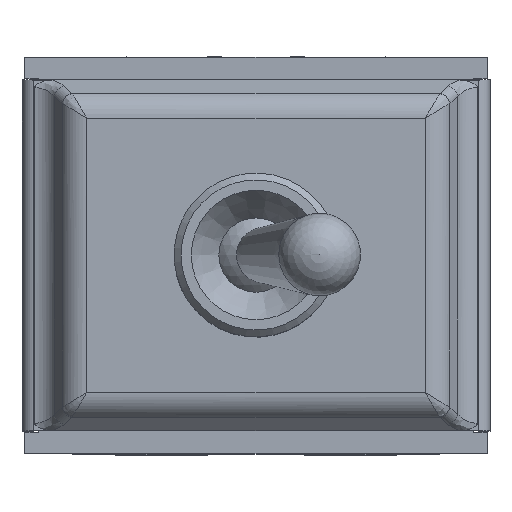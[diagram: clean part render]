
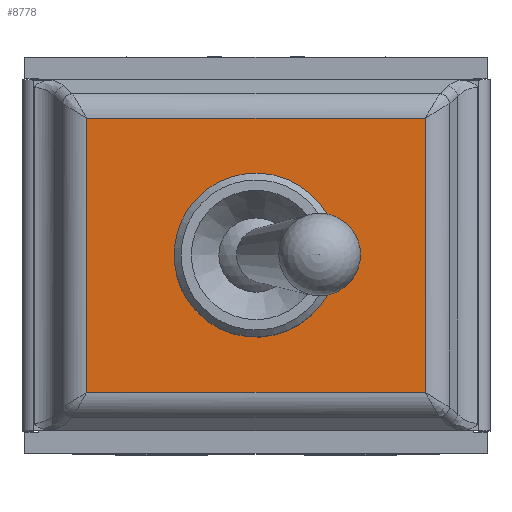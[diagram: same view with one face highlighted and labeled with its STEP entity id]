
A CAD part, top view. The second image highlights one B-rep face of the part: STEP entity #8778.
In plain terms, the highlighted planar face has unit normal (0, 0, 1).
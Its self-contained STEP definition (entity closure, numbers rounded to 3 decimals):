
#112=FACE_BOUND('',#1456,.T.);
#466=PLANE('',#9563);
#927=FACE_OUTER_BOUND('',#1455,.T.);
#1455=EDGE_LOOP('',(#7893,#7894,#7895,#7896));
#1456=EDGE_LOOP('',(#7897,#7898,#7899,#7900));
#1600=LINE('',#12547,#2485);
#1604=LINE('',#12557,#2489);
#1605=LINE('',#12564,#2490);
#2257=LINE('',#14308,#3142);
#2293=LINE('',#14420,#3178);
#2320=LINE('',#14715,#3205);
#2325=LINE('',#14814,#3210);
#2485=VECTOR('',#9942,10.);
#2489=VECTOR('',#9948,10.);
#2490=VECTOR('',#9951,10.);
#3142=VECTOR('',#11581,10.);
#3178=VECTOR('',#11671,10.);
#3205=VECTOR('',#11770,10.);
#3210=VECTOR('',#11795,10.);
#3359=CIRCLE('',#8975,5.953);
#3715=VERTEX_POINT('',#12545);
#3716=VERTEX_POINT('',#12546);
#3718=VERTEX_POINT('',#12555);
#3720=VERTEX_POINT('',#12563);
#4286=VERTEX_POINT('',#14298);
#4287=VERTEX_POINT('',#14307);
#4318=VERTEX_POINT('',#14409);
#4320=VERTEX_POINT('',#14419);
#4569=EDGE_CURVE('',#3715,#3716,#1600,.T.);
#4574=EDGE_CURVE('',#3716,#3718,#1604,.T.);
#4576=EDGE_CURVE('',#3720,#3715,#1605,.T.);
#4579=EDGE_CURVE('',#3718,#3720,#3359,.T.);
#5420=EDGE_CURVE('',#4286,#4287,#2257,.T.);
#5473=EDGE_CURVE('',#4320,#4318,#2293,.T.);
#5523=EDGE_CURVE('',#4287,#4318,#2320,.T.);
#5535=EDGE_CURVE('',#4286,#4320,#2325,.T.);
#7893=ORIENTED_EDGE('',*,*,#5523,.F.);
#7894=ORIENTED_EDGE('',*,*,#5420,.F.);
#7895=ORIENTED_EDGE('',*,*,#5535,.T.);
#7896=ORIENTED_EDGE('',*,*,#5473,.T.);
#7897=ORIENTED_EDGE('',*,*,#4579,.T.);
#7898=ORIENTED_EDGE('',*,*,#4576,.T.);
#7899=ORIENTED_EDGE('',*,*,#4569,.T.);
#7900=ORIENTED_EDGE('',*,*,#4574,.T.);
#8778=ADVANCED_FACE('',(#927,#112),#466,.T.);
#8975=AXIS2_PLACEMENT_3D('',#12568,#9957,#9958);
#9563=AXIS2_PLACEMENT_3D('',#14951,#11869,#11870);
#9942=DIRECTION('',(0.,-1.,0.));
#9948=DIRECTION('',(1.,0.,0.));
#9951=DIRECTION('',(-1.,0.,0.));
#9957=DIRECTION('center_axis',(0.,0.,
-1.));
#9958=DIRECTION('ref_axis',(-1.,0.,0.));
#11581=DIRECTION('',(0.,-1.,0.));
#11671=DIRECTION('',(0.,-1.,0.));
#11770=DIRECTION('',(-1.,0.,0.));
#11795=DIRECTION('',(-1.,0.,0.));
#11869=DIRECTION('center_axis',(0.,0.,
1.));
#11870=DIRECTION('ref_axis',(-1.,0.,0.));
#12545=CARTESIAN_POINT('',(4.847,0.9,14.3));
#12546=CARTESIAN_POINT('',(4.847,-0.9,14.3));
#12547=CARTESIAN_POINT('',(4.847,0.45,14.3));
#12555=CARTESIAN_POINT('',(5.885,-0.9,14.3));
#12557=CARTESIAN_POINT('',(2.423,-0.9,14.3));
#12563=CARTESIAN_POINT('',(5.885,0.9,14.3));
#12564=CARTESIAN_POINT('',(2.942,0.9,14.3));
#12568=CARTESIAN_POINT('Origin',(0.,0.,
14.3));
#14298=CARTESIAN_POINT('',(12.281,9.962,14.3));
#14307=CARTESIAN_POINT('',(12.281,-9.962,14.3));
#14308=CARTESIAN_POINT('',(12.281,0.,14.3));
#14409=CARTESIAN_POINT('',(-12.281,-9.962,14.3));
#14419=CARTESIAN_POINT('',(-12.281,9.962,14.3));
#14420=CARTESIAN_POINT('',(-12.281,0.,14.3));
#14715=CARTESIAN_POINT('',(0.,-9.962,14.3));
#14814=CARTESIAN_POINT('',(0.,9.962,14.3));
#14951=CARTESIAN_POINT('Origin',(12.281,0.,
14.3));
